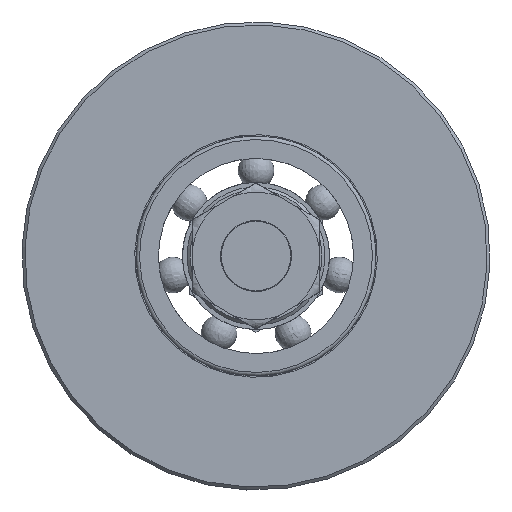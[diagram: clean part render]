
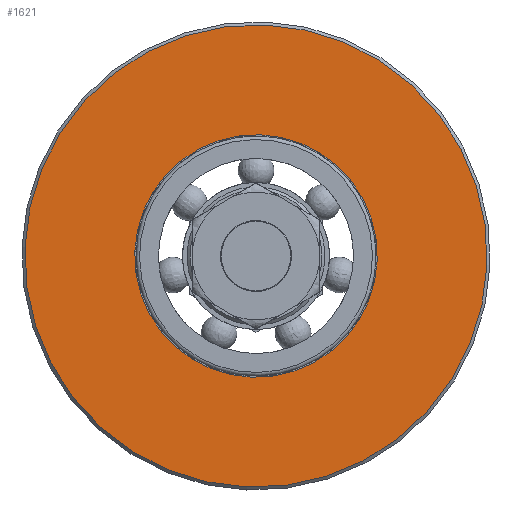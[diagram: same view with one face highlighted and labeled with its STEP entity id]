
A CAD part, front view. The second image highlights one B-rep face of the part: STEP entity #1621.
In plain terms, the highlighted face is planar.
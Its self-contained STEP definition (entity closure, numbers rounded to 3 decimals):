
#163=FACE_BOUND('',#330,.T.);
#193=PLANE('',#1881);
#227=FACE_OUTER_BOUND('',#329,.T.);
#329=EDGE_LOOP('',(#1146));
#330=EDGE_LOOP('',(#1147));
#573=CIRCLE('',#1878,38.5);
#575=CIRCLE('',#1882,20.2);
#716=VERTEX_POINT('',#2710);
#718=VERTEX_POINT('',#2718);
#900=EDGE_CURVE('',#716,#716,#573,.T.);
#903=EDGE_CURVE('',#718,#718,#575,.T.);
#1146=ORIENTED_EDGE('',*,*,#900,.F.);
#1147=ORIENTED_EDGE('',*,*,#903,.F.);
#1621=ADVANCED_FACE('',(#227,#163),#193,.F.);
#1878=AXIS2_PLACEMENT_3D('',#2712,#2148,#2149);
#1881=AXIS2_PLACEMENT_3D('',#2717,#2155,#2156);
#1882=AXIS2_PLACEMENT_3D('',#2719,#2157,#2158);
#2148=DIRECTION('center_axis',(0.,0.,-1.));
#2149=DIRECTION('ref_axis',(-1.,0.,0.));
#2155=DIRECTION('center_axis',(0.,0.,-1.));
#2156=DIRECTION('ref_axis',(-1.,0.,0.));
#2157=DIRECTION('center_axis',(0.,0.,1.));
#2158=DIRECTION('ref_axis',(0.,1.,0.));
#2710=CARTESIAN_POINT('',(38.5,0.,8.));
#2712=CARTESIAN_POINT('Origin',(0.,0.,8.));
#2717=CARTESIAN_POINT('Origin',(0.,21.35,8.));
#2718=CARTESIAN_POINT('',(0.,-20.2,8.));
#2719=CARTESIAN_POINT('Origin',(0.,0.,8.));
